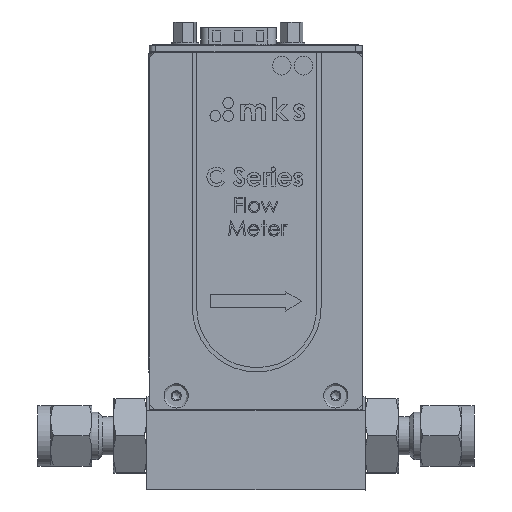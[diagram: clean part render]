
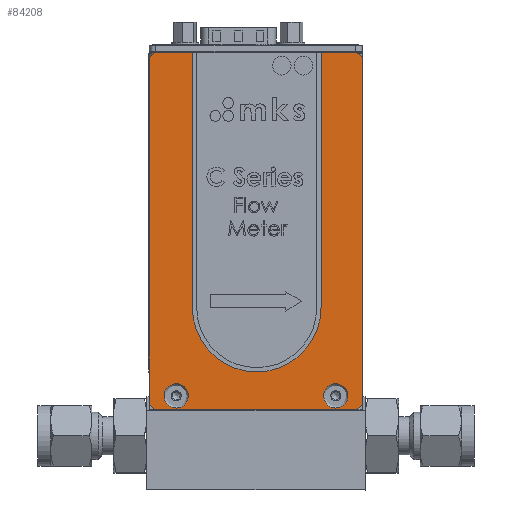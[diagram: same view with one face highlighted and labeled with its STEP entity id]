
A CAD part, top view. The second image highlights one B-rep face of the part: STEP entity #84208.
In plain terms, the highlighted planar face has unit normal (0, 0, 1).
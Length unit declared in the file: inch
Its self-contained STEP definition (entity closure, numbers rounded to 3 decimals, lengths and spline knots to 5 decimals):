
#160 = DIRECTION ( 'NONE',  ( 1., 0., 0. ) ) ;
#1174 = EDGE_CURVE ( 'NONE', #25689, #92110, #44015, .T. ) ;
#2252 = VERTEX_POINT ( 'NONE', #34266 ) ;
#2392 = AXIS2_PLACEMENT_3D ( 'NONE', #25993, #79907, #33763 ) ;
#2882 = FACE_BOUND ( 'NONE', #47900, .T. ) ;
#2925 = DIRECTION ( 'NONE',  ( -0.707, 0.707, 0. ) ) ;
#3126 = CARTESIAN_POINT ( 'NONE',  ( 0.95597, 2.999, 0.498 ) ) ;
#3451 = EDGE_LOOP ( 'NONE', ( #27993, #21259, #55499, #55027, #19400, #70590, #14993, #94259 ) ) ;
#3469 = CARTESIAN_POINT ( 'NONE',  ( -0.35503, -0.131, 0.498 ) ) ;
#4103 = DIRECTION ( 'NONE',  ( 0., 0., 1. ) ) ;
#5202 = DIRECTION ( 'NONE',  ( -1., 0., 0. ) ) ;
#5310 = VECTOR ( 'NONE', #93481, 39.37008 ) ;
#5539 = CARTESIAN_POINT ( 'NONE',  ( -0.35503, 3.124, 0.498 ) ) ;
#7671 = EDGE_CURVE ( 'NONE', #96700, #74035, #48766, .T. ) ;
#7910 = EDGE_LOOP ( 'NONE', ( #54851 ) ) ;
#9609 = CARTESIAN_POINT ( 'NONE',  ( 0.00647, -0.055, 0.498 ) ) ;
#9871 = VECTOR ( 'NONE', #5202, 39.37008 ) ;
#10989 = VECTOR ( 'NONE', #24021, 39.37008 ) ;
#11049 = EDGE_CURVE ( 'NONE', #90402, #90402, #33112, .T. ) ;
#11324 = EDGE_CURVE ( 'NONE', #70007, #70007, #47557, .T. ) ;
#14993 = ORIENTED_EDGE ( 'NONE', *, *, #39548, .T. ) ;
#16226 = CARTESIAN_POINT ( 'NONE',  ( 1.61497, -0.181, 0.498 ) ) ;
#16716 = VERTEX_POINT ( 'NONE', #24222 ) ;
#17347 = DIRECTION ( 'NONE',  ( 0., 0., 1. ) ) ;
#18041 = VERTEX_POINT ( 'NONE', #43643 ) ;
#19400 = ORIENTED_EDGE ( 'NONE', *, *, #99314, .T. ) ;
#19944 = VECTOR ( 'NONE', #38843, 39.37008 ) ;
#19974 = CIRCLE ( 'NONE', #2392, 0.086 ) ;
#21005 = VECTOR ( 'NONE', #47311, 39.37008 ) ;
#21055 = CARTESIAN_POINT ( 'NONE',  ( 1.56497, -0.181, 0.498 ) ) ;
#21127 = EDGE_CURVE ( 'NONE', #46754, #38852, #57666, .T. ) ;
#21259 = ORIENTED_EDGE ( 'NONE', *, *, #70951, .T. ) ;
#23486 = FACE_OUTER_BOUND ( 'NONE', #3451, .T. ) ;
#24021 = DIRECTION ( 'NONE',  ( 0., 1., 0. ) ) ;
#24103 = DIRECTION ( 'NONE',  ( 0., 0., -1. ) ) ;
#24222 = CARTESIAN_POINT ( 'NONE',  ( -0.35503, -0.131, 0.498 ) ) ;
#24692 = EDGE_CURVE ( 'NONE', #92110, #16716, #76693, .T. ) ;
#25689 = VERTEX_POINT ( 'NONE', #48011 ) ;
#25746 = ORIENTED_EDGE ( 'NONE', *, *, #59944, .F. ) ;
#25993 = CARTESIAN_POINT ( 'NONE',  ( 0.86997, 2.999, 0.498 ) ) ;
#26145 = CARTESIAN_POINT ( 'NONE',  ( 1.61497, 3.074, 0.498 ) ) ;
#27993 = ORIENTED_EDGE ( 'NONE', *, *, #24692, .T. ) ;
#30193 = CARTESIAN_POINT ( 'NONE',  ( 1.06997, 2.999, 0.498 ) ) ;
#30746 = ORIENTED_EDGE ( 'NONE', *, *, #65368, .F. ) ;
#31621 = LINE ( 'NONE', #16226, #10989 ) ;
#33112 = CIRCLE ( 'NONE', #62758, 0.1125 ) ;
#33730 = CARTESIAN_POINT ( 'NONE',  ( 1.61497, 3.074, 0.498 ) ) ;
#33763 = DIRECTION ( 'NONE',  ( 1., 0., 0. ) ) ;
#34266 = CARTESIAN_POINT ( 'NONE',  ( 1.48247, -0.055, 0.498 ) ) ;
#37941 = DIRECTION ( 'NONE',  ( 1., 0., 0. ) ) ;
#38843 = DIRECTION ( 'NONE',  ( 0., -1., 0. ) ) ;
#38852 = VERTEX_POINT ( 'NONE', #55752 ) ;
#39548 = EDGE_CURVE ( 'NONE', #74035, #25689, #69075, .T. ) ;
#40983 = AXIS2_PLACEMENT_3D ( 'NONE', #50460, #4103, #58192 ) ;
#41630 = VECTOR ( 'NONE', #160, 39.37008 ) ;
#43541 = CARTESIAN_POINT ( 'NONE',  ( 1.56497, 3.124, 0.498 ) ) ;
#43643 = CARTESIAN_POINT ( 'NONE',  ( -0.30503, -0.181, 0.498 ) ) ;
#44015 = LINE ( 'NONE', #49083, #21005 ) ;
#44068 = FACE_BOUND ( 'NONE', #7910, .T. ) ;
#45671 = EDGE_CURVE ( 'NONE', #18041, #46754, #62163, .T. ) ;
#46754 = VERTEX_POINT ( 'NONE', #98583 ) ;
#47311 = DIRECTION ( 'NONE',  ( -0.707, -0.707, 0. ) ) ;
#47557 = CIRCLE ( 'NONE', #60849, 0.086 ) ;
#47900 = EDGE_LOOP ( 'NONE', ( #73071 ) ) ;
#48011 = CARTESIAN_POINT ( 'NONE',  ( -0.30503, 3.124, 0.498 ) ) ;
#48766 = LINE ( 'NONE', #33730, #87276 ) ;
#49083 = CARTESIAN_POINT ( 'NONE',  ( -0.30503, 3.124, 0.498 ) ) ;
#50460 = CARTESIAN_POINT ( 'NONE',  ( 1.36997, -0.055, 0.498 ) ) ;
#51655 = CIRCLE ( 'NONE', #40983, 0.1125 ) ;
#54851 = ORIENTED_EDGE ( 'NONE', *, *, #11049, .F. ) ;
#55027 = ORIENTED_EDGE ( 'NONE', *, *, #21127, .T. ) ;
#55499 = ORIENTED_EDGE ( 'NONE', *, *, #45671, .T. ) ;
#55752 = CARTESIAN_POINT ( 'NONE',  ( 1.61497, -0.131, 0.498 ) ) ;
#56336 = AXIS2_PLACEMENT_3D ( 'NONE', #70332, #24103, #78052 ) ;
#57666 = LINE ( 'NONE', #21055, #96083 ) ;
#58192 = DIRECTION ( 'NONE',  ( 1., 0., 0. ) ) ;
#59944 = EDGE_CURVE ( 'NONE', #66343, #66343, #19974, .T. ) ;
#60849 = AXIS2_PLACEMENT_3D ( 'NONE', #30193, #84064, #37941 ) ;
#62163 = LINE ( 'NONE', #84894, #41630 ) ;
#62758 = AXIS2_PLACEMENT_3D ( 'NONE', #63651, #17347, #71382 ) ;
#63651 = CARTESIAN_POINT ( 'NONE',  ( -0.10603, -0.055, 0.498 ) ) ;
#63655 = CARTESIAN_POINT ( 'NONE',  ( 1.15597, 2.999, 0.498 ) ) ;
#64546 = LINE ( 'NONE', #3469, #5310 ) ;
#64558 = FACE_BOUND ( 'NONE', #85261, .T. ) ;
#65368 = EDGE_CURVE ( 'NONE', #2252, #2252, #51655, .T. ) ;
#66343 = VERTEX_POINT ( 'NONE', #3126 ) ;
#67300 = DIRECTION ( 'NONE',  ( 0.707, 0.707, 0. ) ) ;
#69075 = LINE ( 'NONE', #5539, #9871 ) ;
#69685 = PLANE ( 'NONE',  #56336 ) ;
#69948 = EDGE_LOOP ( 'NONE', ( #30746 ) ) ;
#70007 = VERTEX_POINT ( 'NONE', #63655 ) ;
#70332 = CARTESIAN_POINT ( 'NONE',  ( -0.35503, -0.181, 0.498 ) ) ;
#70590 = ORIENTED_EDGE ( 'NONE', *, *, #7671, .T. ) ;
#70951 = EDGE_CURVE ( 'NONE', #16716, #18041, #64546, .T. ) ;
#71382 = DIRECTION ( 'NONE',  ( 1., 0., 0. ) ) ;
#73071 = ORIENTED_EDGE ( 'NONE', *, *, #11324, .F. ) ;
#74035 = VERTEX_POINT ( 'NONE', #43541 ) ;
#76693 = LINE ( 'NONE', #84987, #19944 ) ;
#78052 = DIRECTION ( 'NONE',  ( -1., 0., 0. ) ) ;
#79907 = DIRECTION ( 'NONE',  ( 0., 0., 1. ) ) ;
#82577 = FACE_BOUND ( 'NONE', #69948, .T. ) ;
#82607 = CARTESIAN_POINT ( 'NONE',  ( -0.35503, 3.074, 0.498 ) ) ;
#84064 = DIRECTION ( 'NONE',  ( 0., 0., 1. ) ) ;
#84208 = ADVANCED_FACE ( 'NONE', ( #2882, #64558, #44068, #82577, #23486 ), #69685, .F. ) ;
#84894 = CARTESIAN_POINT ( 'NONE',  ( -0.35503, -0.181, 0.498 ) ) ;
#84987 = CARTESIAN_POINT ( 'NONE',  ( -0.35503, -0.181, 0.498 ) ) ;
#85261 = EDGE_LOOP ( 'NONE', ( #25746 ) ) ;
#87276 = VECTOR ( 'NONE', #2925, 39.37008 ) ;
#90402 = VERTEX_POINT ( 'NONE', #9609 ) ;
#92110 = VERTEX_POINT ( 'NONE', #82607 ) ;
#93481 = DIRECTION ( 'NONE',  ( 0.707, -0.707, 0. ) ) ;
#94259 = ORIENTED_EDGE ( 'NONE', *, *, #1174, .T. ) ;
#96083 = VECTOR ( 'NONE', #67300, 39.37008 ) ;
#96700 = VERTEX_POINT ( 'NONE', #26145 ) ;
#98583 = CARTESIAN_POINT ( 'NONE',  ( 1.56497, -0.181, 0.498 ) ) ;
#99314 = EDGE_CURVE ( 'NONE', #38852, #96700, #31621, .T. ) ;
